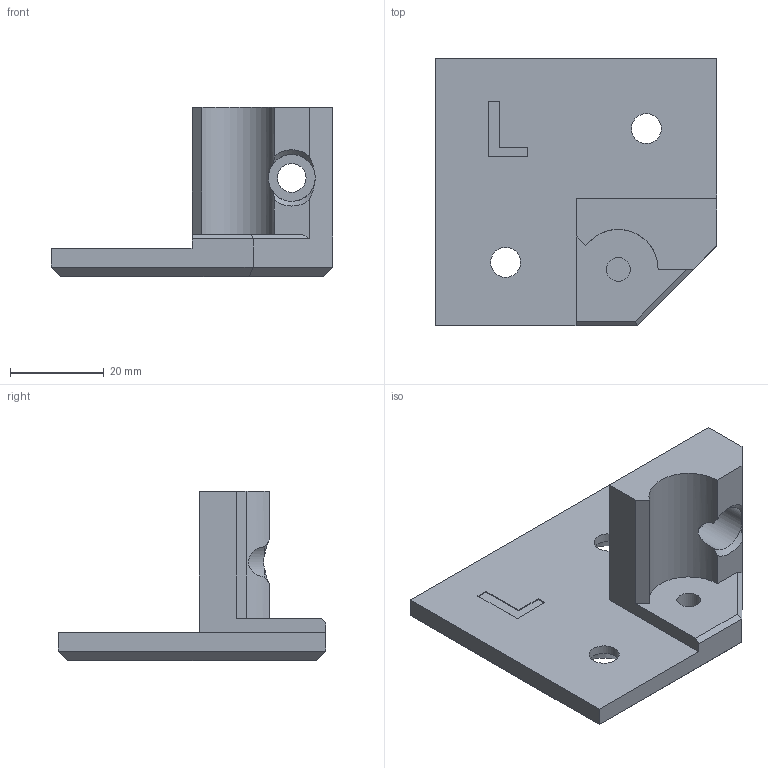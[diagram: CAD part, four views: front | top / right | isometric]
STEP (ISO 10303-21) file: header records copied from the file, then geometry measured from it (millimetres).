
FILE_DESCRIPTION(/* description */ (''),/* implementation_level */ '2;1');
FILE_NAME(/* name */ 'xy_idler_left_3.1.step',/* time_stamp */ '2022-06-06T13:09:07+01:00',/* author */ (''),/* organization */ (''),/* preprocessor_version */ 'ST-DEVELOPER v19',/* originating_system */ 'Autodesk Translation Framework v11.7.0.108',/* authorisation */ '');
FILE_SCHEMA (('AUTOMOTIVE_DESIGN { 1 0 10303 214 3 1 1 }'));
Length unit declared in the file: millimetre
Products named in the file (1): xy_idler_left_3.1
Bounding box: 60 x 57 x 36 mm (x, y, z)
Volume: 27019.6 mm3; surface area: 10927.6 mm2
Topology: 1 solids, 1 shells, 49 faces, 121 edges, 78 vertices
Faces by surface type: plane 38, cylinder 6, cone 5
Full cylindrical faces by diameter (mm): 5.1 x1, 6.1 x1, 6.4 x2, 10 x1
Entity records: 1500 total; most frequent: CARTESIAN_POINT 284, ORIENTED_EDGE 242, DIRECTION 237, EDGE_CURVE 121, LINE 95, VECTOR 95, VERTEX_POINT 78, AXIS2_PLACEMENT_3D 71
